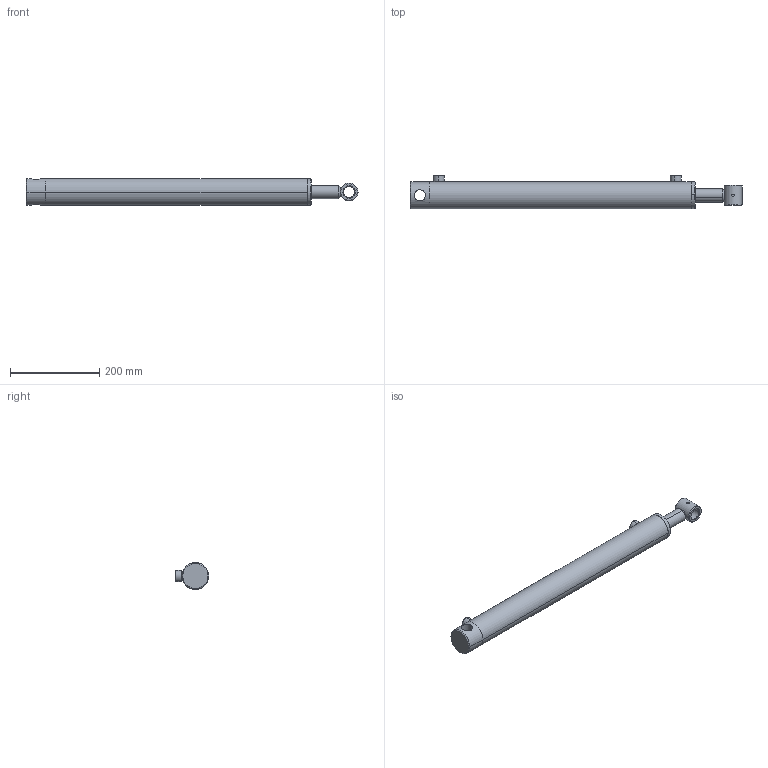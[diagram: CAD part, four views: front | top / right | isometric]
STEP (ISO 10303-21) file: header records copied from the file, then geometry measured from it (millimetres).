
FILE_DESCRIPTION (( 'STEP AP203' ), '1' );
FILE_NAME ('702-5.STEP', '2014-07-15T12:57:07', ( '' ), ( '' ), 'SwSTEP 2.0', 'SolidWorks 2014', '' );
FILE_SCHEMA (( 'CONFIG_CONTROL_DESIGN' ));
Length unit declared in the file: millimetre
Products named in the file (8): P702^702-5; D702^702-5; Stange^702-5; ET702; 702-5; AL38; Rohr^702-5; Boden^702-5
Assembly tree (8 placements, depth 2):
  702-5
    Rohr^702-5
    Stange^702-5
    AL38  x2
    D702^702-5
    P702^702-5
    Boden^702-5
    ET702
Bounding box: 742 x 75 x 60 mm (x, y, z)
Volume: 1207378.3 mm3; surface area: 326692.7 mm2
Topology: 8 solids, 8 shells, 114 faces, 249 edges, 152 vertices
Faces by surface type: cylinder 50, cone 36, plane 22, torus 6
Entity records: 4343 total; most frequent: CARTESIAN_POINT 1184, DIRECTION 525, ORIENTED_EDGE 442, AXIS2_PLACEMENT_3D 223, EDGE_CURVE 221, VERTEX_POINT 136, EDGE_LOOP 121, CIRCLE 112
